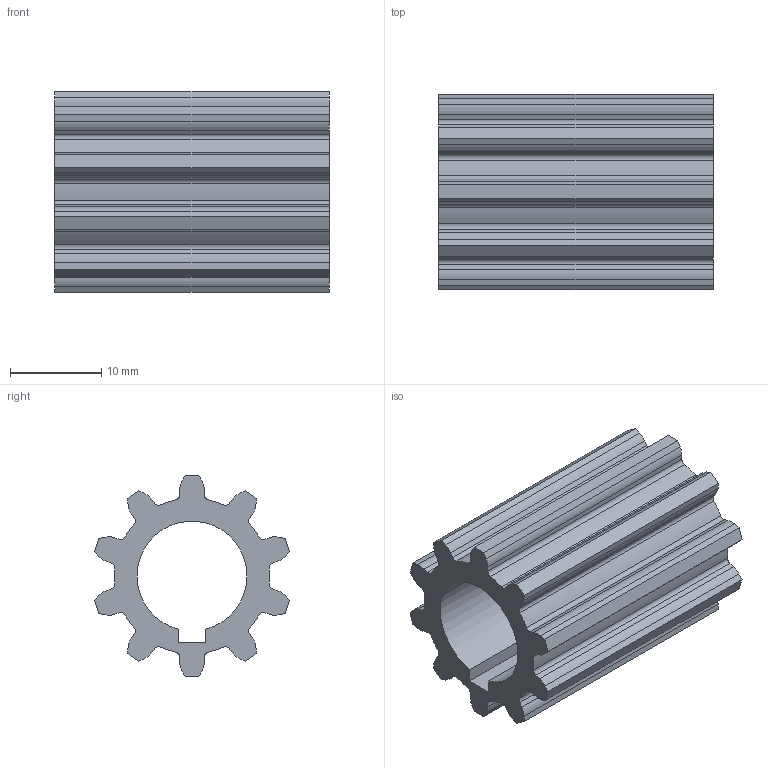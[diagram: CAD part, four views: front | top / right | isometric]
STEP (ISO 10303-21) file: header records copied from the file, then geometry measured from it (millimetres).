
FILE_DESCRIPTION(('CATIA V5 STEP Exchange'),'2;1');
FILE_NAME('3.stp','2021-05-27T21:46:11+00:00',('none'),('none'),'CATIA Version 5 Release 19 SP 8 (IN-10)','CATIA V5 STEP AP203','none');
FILE_SCHEMA(('CONFIG_CONTROL_DESIGN'));
Length unit declared in the file: millimetre
Products named in the file (1): 3
Bounding box: 30 x 21.34 x 21.95 mm (x, y, z)
Volume: 5160 mm3; surface area: 4345.7 mm2
Topology: 1 solids, 1 shells, 108 faces, 318 edges, 212 vertices
Faces by surface type: plane 55, cylinder 53
Entity records: 3518 total; most frequent: ORIENTED_EDGE 636, CARTESIAN_POINT 629, DIRECTION 514, EDGE_CURVE 318, VECTOR 212, LINE 212, VERTEX_POINT 212, AXIS2_PLACEMENT_3D 205
